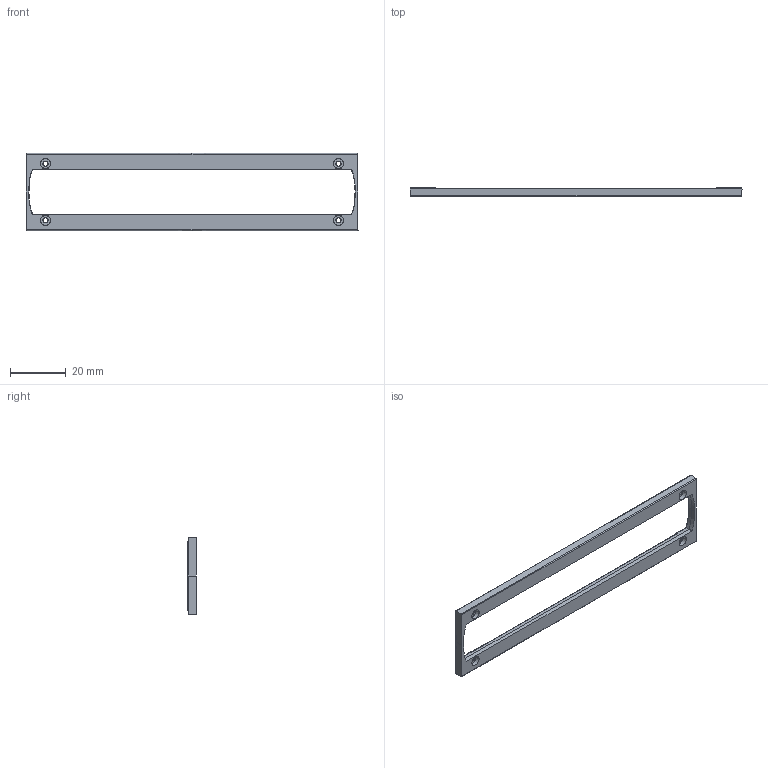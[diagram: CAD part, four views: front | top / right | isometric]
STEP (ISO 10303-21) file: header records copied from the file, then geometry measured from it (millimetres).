
FILE_DESCRIPTION(/* description */ (''),/* implementation_level */ '2;1');
FILE_NAME(/* name */ '1234-K789.stp',/* time_stamp */ '2013-09-16T16:40:30-06:00',/* author */ (''),/* organization */ (''),/* preprocessor_version */ 'ST-DEVELOPER v14',/* originating_system */ 'SIEMENS PLM Software NX 8.0',/* authorisation */ '');
FILE_SCHEMA (('AUTOMOTIVE_DESIGN { 1 0 10303 214 3 1 1 1 }'));
Length unit declared in the file: millimetre
Products named in the file (1): 1234-K789
Bounding box: 119.22 x 3.17 x 27.97 mm (x, y, z)
Volume: 4201.3 mm3; surface area: 4527.8 mm2
Topology: 1 solids, 1 shells, 75 faces, 188 edges, 118 vertices
Faces by surface type: bspline 32, plane 19, cone 16, cylinder 8
Entity records: 3593 total; most frequent: CARTESIAN_POINT 2062, ORIENTED_EDGE 352, DIRECTION 229, EDGE_CURVE 176, VERTEX_POINT 114, EDGE_LOOP 96, AXIS2_PLACEMENT_3D 88, ADVANCED_FACE 75
